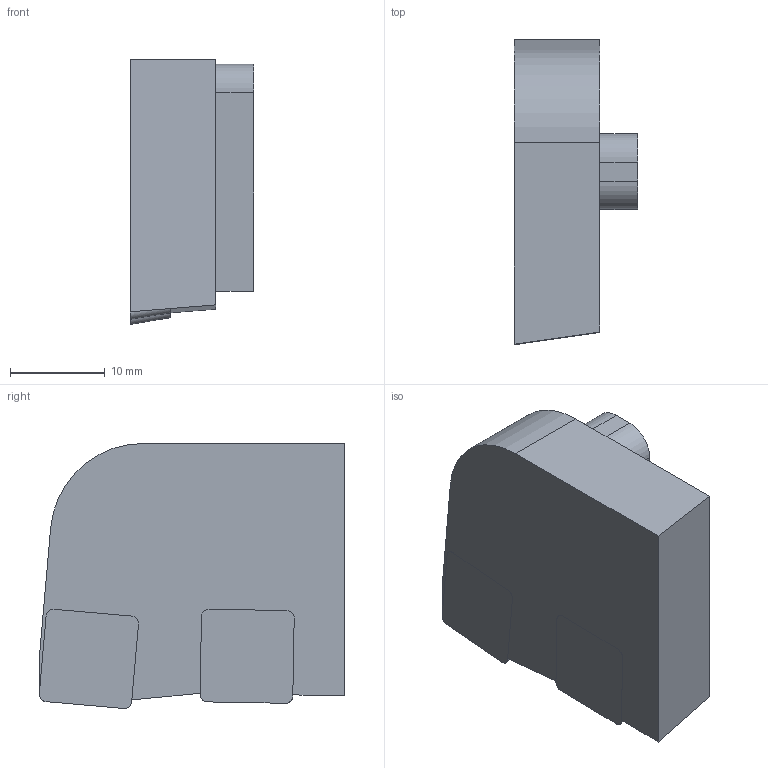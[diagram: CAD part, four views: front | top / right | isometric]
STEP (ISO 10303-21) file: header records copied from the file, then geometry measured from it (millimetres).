
FILE_DESCRIPTION((''),'2;1');
FILE_NAME('1087716400','2020-12-15T08:12:52',('thiemer'),(''),'CREO PARAMETRIC BY PTC INC, 2020053','CREO PARAMETRIC BY PTC INC, 2020053','');
FILE_SCHEMA(('AP242_MANAGED_MODEL_BASED_3D_ENGINEERING_MIM_LF { 1 0 10303 442 1 1 4 }'));
Length unit declared in the file: millimetre
Products named in the file (1): 1087716400
Bounding box: 13 x 32.28 x 28 mm (x, y, z)
Volume: 7860.8 mm3; surface area: 3590.5 mm2
Topology: 3 solids, 3 shells, 57 faces, 177 edges, 127 vertices
Faces by surface type: plane 34, cylinder 15, cone 4, sphere 4
Entity records: 2943 total; most frequent: CARTESIAN_POINT 390, DIRECTION 328, ORIENTED_EDGE 282, PRESENTATION_STYLE_ASSIGNMENT 187, STYLED_ITEM 187, CURVE_STYLE 184, EDGE_CURVE 141, VECTOR 130
